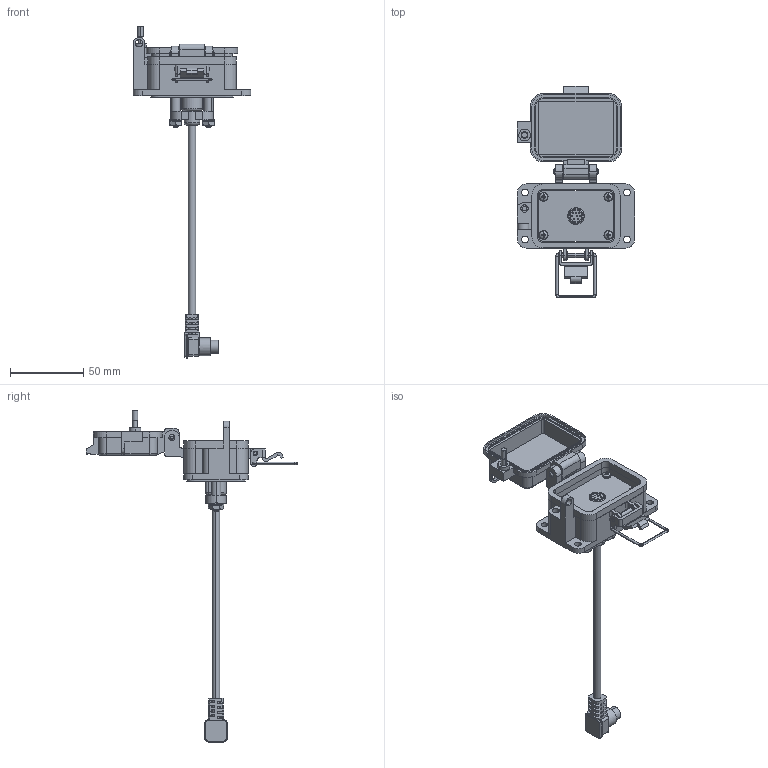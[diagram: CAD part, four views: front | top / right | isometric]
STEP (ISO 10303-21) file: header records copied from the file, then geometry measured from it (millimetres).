
FILE_DESCRIPTION (( 'STEP AP214' ), '1' );
FILE_NAME ('P-A14-B3RX_3D.STEP', '2017-12-04T16:56:02', ( '' ), ( '' ), 'SwSTEP 2.0', 'SolidWorks 2017', '' );
FILE_SCHEMA (( 'AUTOMOTIVE_DESIGN' ));
Length unit declared in the file: millimetre
Products named in the file (11): Z_000_632112FH_90273A157; P-A14-B3RX_TP240; A14; Z-020-1013; P-A14-B3RX_FP060; P-A14-B3RX_BP180; P-A14-B3RX_3D; 92005A124_METRIC PAN HEAD PHILLIPS MACHINE SCREW_92005A124; Z-H-B3_B; Z_001_SPR114_94639A210; Z_002_632516HN_90675A007
Assembly tree (16 placements, depth 3):
  P-A14-B3RX_3D
    P-A14-B3RX_BP180
    P-A14-B3RX_FP060
    A14
      Z-020-1013
    P-A14-B3RX_TP240
    Z_000_632112FH_90273A157  x2
    Z_002_632516HN_90675A007  x2
    Z_001_SPR114_94639A210  x2
    Z-H-B3_B
    92005A124_METRIC PAN HEAD PHILLIPS MACHINE SCREW_92005A124  x4
Bounding box: 80.57 x 145.03 x 227.39 mm (x, y, z)
Volume: 72370.4 mm3; surface area: 58033.3 mm2
Topology: 26 solids, 26 shells, 2044 faces, 5772 edges, 3797 vertices
Faces by surface type: cylinder 1186, plane 537, cone 140, bspline 120, sphere 42, torus 19
Entity records: 60488 total; most frequent: CARTESIAN_POINT 21783, ORIENTED_EDGE 7022, DIRECTION 5877, EDGE_CURVE 3511, VERTEX_POINT 2312, AXIS2_PLACEMENT_3D 2057, LINE 1763, VECTOR 1763
